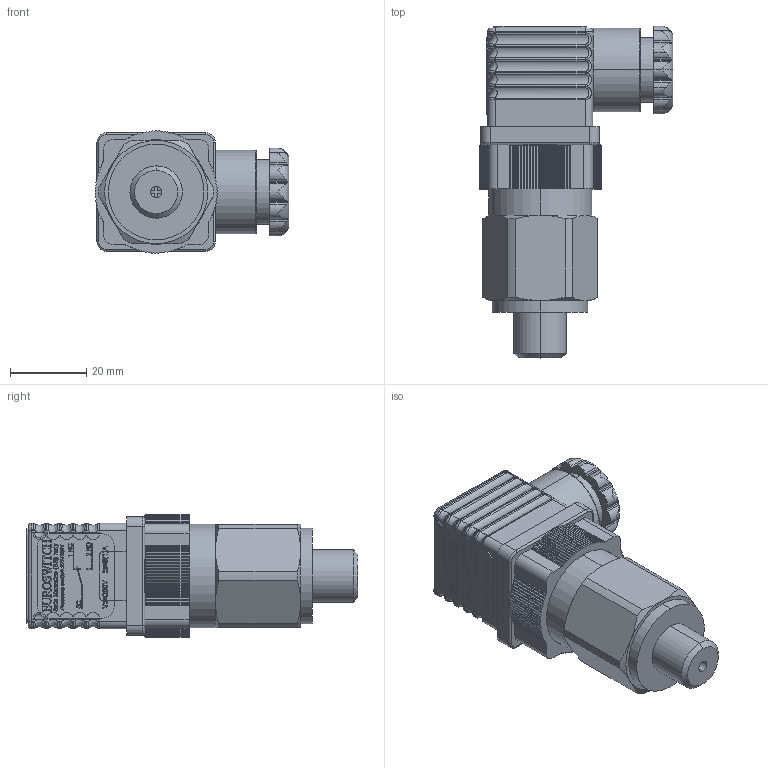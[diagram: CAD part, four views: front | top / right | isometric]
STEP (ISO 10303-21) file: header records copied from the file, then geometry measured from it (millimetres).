
FILE_DESCRIPTION (( 'STEP AP214' ), '1' );
FILE_NAME ('27N.STEP', '2020-02-07T16:05:47', ( '' ), ( '' ), 'SwSTEP 2.0', 'SolidWorks 2019', '' );
FILE_SCHEMA (( 'AUTOMOTIVE_DESIGN' ));
Length unit declared in the file: millimetre
Products named in the file (1): 27N
Bounding box: 50.75 x 86.85 x 32 mm (x, y, z)
Surface area: 14412.3 mm2 (no closed solid volume)
Topology: 0 solids, 76 shells, 795 faces, 4020 edges, 3274 vertices
Faces by surface type: plane 378, cylinder 249, bspline 107, torus 37, cone 14, sphere 10
Entity records: 64551 total; most frequent: CARTESIAN_POINT 27085, ORIENTED_EDGE 5792, DIRECTION 4739, EDGE_CURVE 4016, VERTEX_POINT 3274, LINE 2187, VECTOR 2187, AXIS2_PLACEMENT_3D 1276
